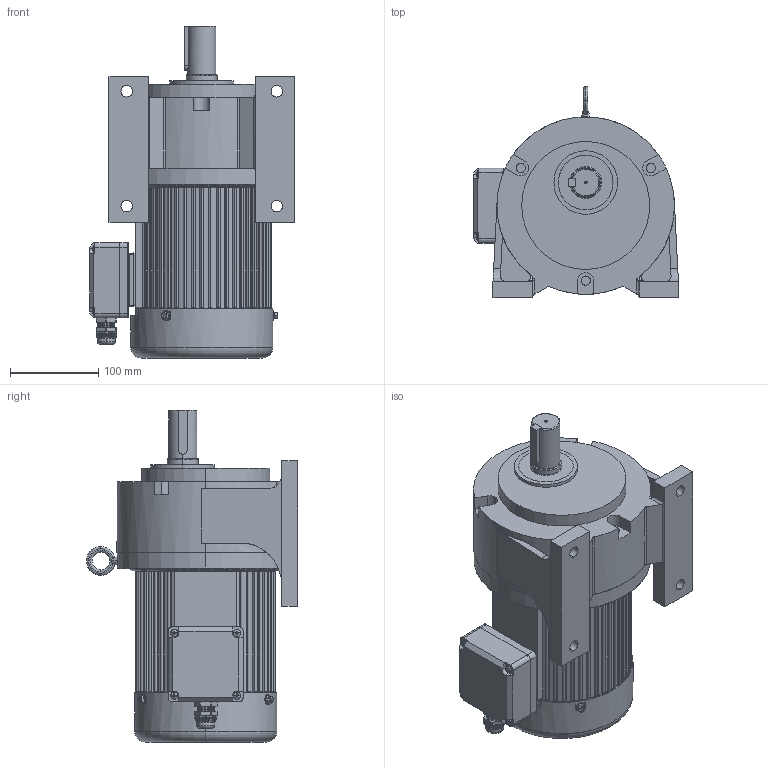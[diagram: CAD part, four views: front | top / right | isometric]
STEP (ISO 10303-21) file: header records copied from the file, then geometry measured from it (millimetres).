
FILE_DESCRIPTION (( 'STEP AP203' ), '1' );
FILE_NAME ('(標準品)G14H750W(5B77XXX100)(減速比共用).STEP', '2016-01-28T07:41:05', ( 'SE' ), ( 'SE' ), 'SwSTEP 2.0', 'SolidWorks 2010', '' );
FILE_SCHEMA (( 'CONFIG_CONTROL_DESIGN' ));
Products named in the file (17): 出線盒上蓋; G14-750C2; 油封35x62x8; G140S1; M8x16吊環(G14.G15前蓋用); G14HBOX1_Default; (標準品)G14H750W(5B77XXX100)(減速比共用); 成品-塑膠T盒; 出線盒下蓋; ･Xｽuｲｰｹﾔ､TH-UP3(PVC2mmｫp); 丸頭螺絲 M4 x35 --35N_JIS B 1111 Binding head screw M4 x 8 --8N; 出線頭 Ver.2; 外六角內十字螺絲M5 x 10_ISO 4162 - M5 x 10 x 10-N; 10x8xL_50L; 750W風扇蓋159＊56; 750後蓋-M-SAB-45_3.烤車鑽; 馬達筒M750C1A-01
Assembly tree (21 placements, depth 3):
  (標準品)G14H750W(5B77XXX100)(減速比共用)
    外六角內十字螺絲M5 x 10_ISO 4162 - M5 x 10 x 10-N  x3
    G14-750C2
    750後蓋-M-SAB-45_3.烤車鑽
    G140S1
    10x8xL_50L
    G14HBOX1_Default
    油封35x62x8
    750W風扇蓋159＊56
    成品-塑膠T盒
      ･Xｽuｲｰｹﾔ､TH-UP3(PVC2mmｫp)
      丸頭螺絲 M4 x35 --35N_JIS B 1111 Binding head screw M4 x 8 --8N  x4
      出線頭 Ver.2
      出線盒上蓋
      出線盒下蓋
    馬達筒M750C1A-01
    M8x16吊環(G14.G15前蓋用)
Bounding box: 232 x 239 x 376 mm (x, y, z)
Volume: 7170059.1 mm3; surface area: 662020 mm2
Topology: 20 solids, 47 shells, 3047 faces, 8053 edges, 5118 vertices
Faces by surface type: plane 1030, cylinder 968, cone 935, torus 71, bspline 35, sphere 8
Entity records: 67703 total; most frequent: CARTESIAN_POINT 15551, ORIENTED_EDGE 10502, DIRECTION 10483, EDGE_CURVE 5251, AXIS2_PLACEMENT_3D 3679, VERTEX_POINT 3389, VECTOR 3125, LINE 3125
